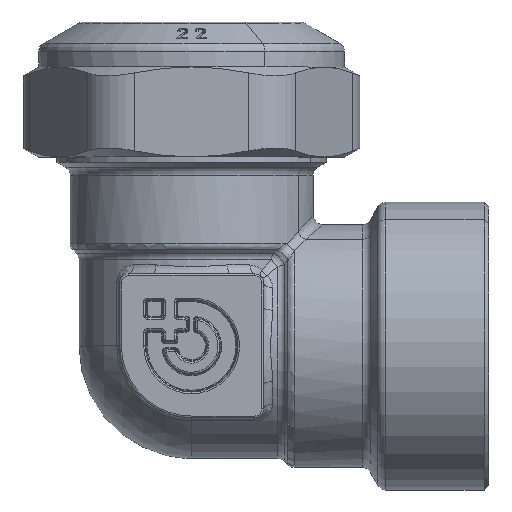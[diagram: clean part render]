
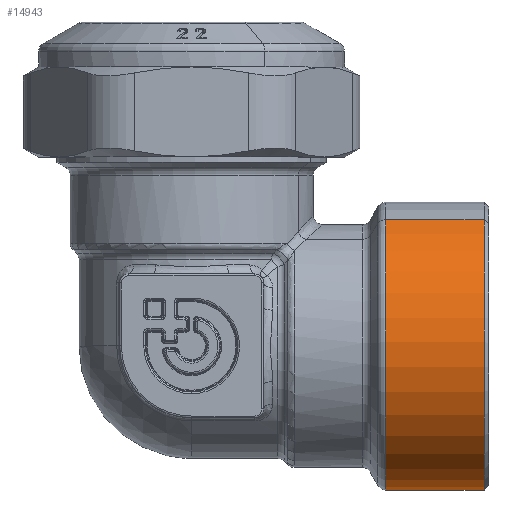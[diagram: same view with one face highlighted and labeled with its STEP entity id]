
A CAD part, top view. The second image highlights one B-rep face of the part: STEP entity #14943.
In plain terms, the highlighted cylindrical face has radius 16 mm (diameter 32 mm), a partial arc.
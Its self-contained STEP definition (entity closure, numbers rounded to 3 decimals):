
#14423=CARTESIAN_POINT('Axis2P3D Location',(21.577,0.,0.)) ;
#14427=CARTESIAN_POINT('Vertex',(21.577,14.041,7.671)) ;
#14429=CARTESIAN_POINT('Vertex',(21.577,-14.041,-7.671)) ;
#14459=CARTESIAN_POINT('Axis2P3D Location',(12.25,0.,0.)) ;
#14464=CARTESIAN_POINT('Line Origine',(27.492,-14.041,-7.671)) ;
#14468=CARTESIAN_POINT('Vertex',(32.5,-14.041,-7.671)) ;
#14476=CARTESIAN_POINT('Line Origine',(27.492,14.041,7.671)) ;
#14480=CARTESIAN_POINT('Vertex',(32.5,14.041,7.671)) ;
#14932=CARTESIAN_POINT('Axis2P3D Location',(32.5,0.,0.)) ;
#14466=VECTOR('Line Direction',#14465,1.) ;
#14478=VECTOR('Line Direction',#14477,1.) ;
#14424=DIRECTION('Axis2P3D Direction',(1.,0.,0.)) ;
#14460=DIRECTION('Axis2P3D Direction',(1.,0.,0.)) ;
#14461=DIRECTION('Axis2P3D XDirection',(0.,0.878,0.479)) ;
#14465=DIRECTION('Vector Direction',(1.,0.,0.)) ;
#14477=DIRECTION('Vector Direction',(1.,0.,0.)) ;
#14933=DIRECTION('Axis2P3D Direction',(1.,0.,0.)) ;
#14425=AXIS2_PLACEMENT_3D('Circle Axis2P3D',#14423,#14424,$) ;
#14462=AXIS2_PLACEMENT_3D('Cylinder Axis2P3D',#14459,#14460,#14461) ;
#14934=AXIS2_PLACEMENT_3D('Circle Axis2P3D',#14932,#14933,$) ;
#14467=LINE('Line',#14464,#14466) ;
#14479=LINE('Line',#14476,#14478) ;
#14426=CIRCLE('generated circle',#14425,16.) ;
#14935=CIRCLE('generated circle',#14934,16.) ;
#14463=CYLINDRICAL_SURFACE('generated cylinder',#14462,16.) ;
#14431=EDGE_CURVE('',#14428,#14430,#14426,.T.) ;
#14470=EDGE_CURVE('',#14469,#14430,#14467,.F.) ;
#14482=EDGE_CURVE('',#14481,#14428,#14479,.F.) ;
#14936=EDGE_CURVE('',#14481,#14469,#14935,.T.) ;
#14938=ORIENTED_EDGE('',*,*,#14482,.T.) ;
#14939=ORIENTED_EDGE('',*,*,#14431,.T.) ;
#14940=ORIENTED_EDGE('',*,*,#14470,.F.) ;
#14941=ORIENTED_EDGE('',*,*,#14936,.F.) ;
#14937=EDGE_LOOP('',(#14938,#14939,#14940,#14941)) ;
#14428=VERTEX_POINT('',#14427) ;
#14430=VERTEX_POINT('',#14429) ;
#14469=VERTEX_POINT('',#14468) ;
#14481=VERTEX_POINT('',#14480) ;
#14943=ADVANCED_FACE('PartBody',(#14942),#14463,.T.) ;
#14942=FACE_OUTER_BOUND('',#14937,.T.) ;
